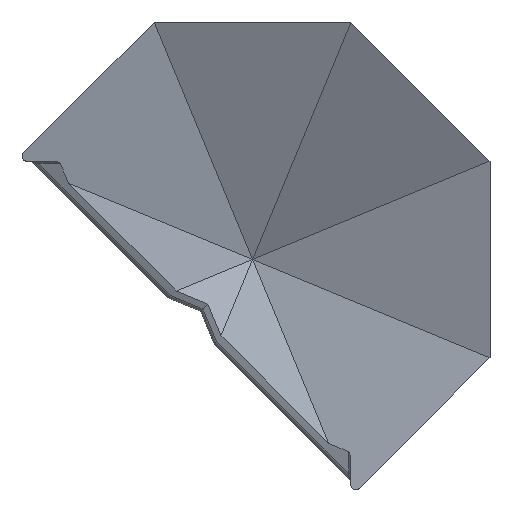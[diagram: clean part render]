
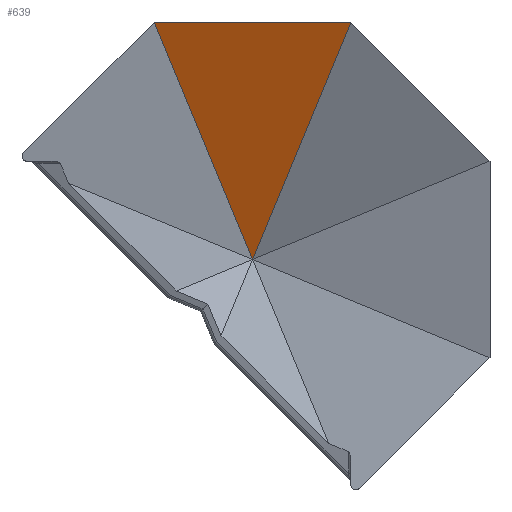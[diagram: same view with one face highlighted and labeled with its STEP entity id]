
A CAD part, left-side view. The second image highlights one B-rep face of the part: STEP entity #639.
In plain terms, the highlighted planar face has unit normal (-0.906, 0, -0.423).
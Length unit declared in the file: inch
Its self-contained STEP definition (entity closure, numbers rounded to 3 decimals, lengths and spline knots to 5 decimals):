
#33=DIRECTION('',(0.,-1.,0.));
#34=VECTOR('',#33,0.80896);
#35=CARTESIAN_POINT('',(-0.06,-1.19104,3.57202));
#36=LINE('749',#35,#34);
#37=DIRECTION('',(0.396,0.351,-0.848));
#38=VECTOR('',#37,1.15087);
#39=CARTESIAN_POINT('',(-0.06,-2.,3.57202));
#40=LINE('766',#39,#38);
#62=DIRECTION('',(0.396,-0.351,-0.848));
#63=VECTOR('',#62,1.15087);
#64=CARTESIAN_POINT('',(-0.06,-1.19104,3.57202));
#65=LINE('765',#64,#63);
#477=CARTESIAN_POINT('',(-0.06,-1.19104,3.57202));
#478=CARTESIAN_POINT('',(-0.06,-2.,3.57202));
#479=VERTEX_POINT('',#477);
#480=VERTEX_POINT('',#478);
#481=CARTESIAN_POINT('',(0.39535,-1.59552,2.59552));
#482=VERTEX_POINT('',#481);
#628=CARTESIAN_POINT('',(-0.06,-1.19104,3.57202));
#629=DIRECTION('',(0.906,0.,0.423));
#630=DIRECTION('',(0.,-1.,0.));
#631=AXIS2_PLACEMENT_3D('',#628,#629,#630);
#632=PLANE('703',#631);
#633=ORIENTED_EDGE('749',*,*,#621,.T.);
#634=ORIENTED_EDGE('766',*,*,#568,.T.);
#636=ORIENTED_EDGE('765',*,*,#635,.F.);
#637=EDGE_LOOP('703',(#633,#634,#636));
#638=FACE_OUTER_BOUND('703',#637,.F.);
#639=ADVANCED_FACE('703',(#638),#632,.F.);
#568=EDGE_CURVE('766',#480,#482,#40,.T.);
#621=EDGE_CURVE('749',#479,#480,#36,.T.);
#635=EDGE_CURVE('765',#479,#482,#65,.T.);
